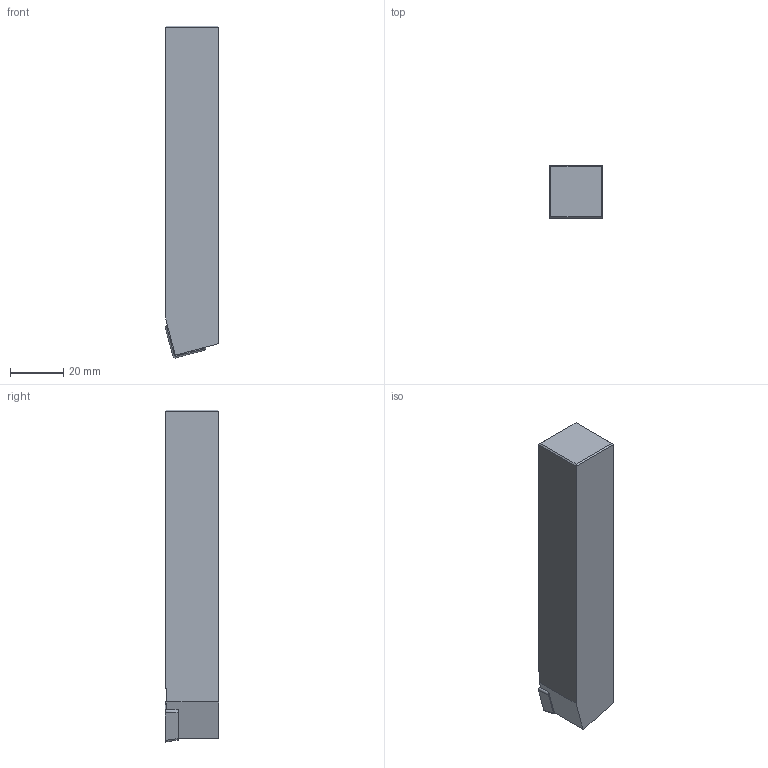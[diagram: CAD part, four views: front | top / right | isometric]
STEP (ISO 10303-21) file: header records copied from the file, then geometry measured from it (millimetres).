
FILE_DESCRIPTION((''),'2;1');
FILE_NAME('70664120_ASM','2018-11-15T16:04:52',('piechottad'),(''),'CREO PARAMETRIC BY PTC INC, 2017380','CREO PARAMETRIC BY PTC INC, 2017380','');
FILE_SCHEMA(('AUTOMOTIVE_DESIGN { 1 0 10303 214 1 1 1 1 }'));
Length unit declared in the file: millimetre
Products named in the file (3): 70664120NC; 70664120C; 70664120_ASM
Assembly tree (2 placements, depth 2):
  70664120_ASM
    70664120NC
    70664120C
Bounding box: 20.06 x 20 x 125 mm (x, y, z)
Volume: 48173.3 mm3; surface area: 10958.1 mm2
Topology: 2 solids, 2 shells, 33 faces, 89 edges, 60 vertices
Faces by surface type: plane 23, cylinder 6, torus 2, cone 2
Entity records: 2527 total; most frequent: CARTESIAN_POINT 259, DIRECTION 237, ORIENTED_EDGE 158, PROPERTY_DEFINITION 147, REPRESENTATION 145, PROPERTY_DEFINITION_REPRESENTATION 145, PRESENTATION_STYLE_ASSIGNMENT 129, STYLED_ITEM 129
